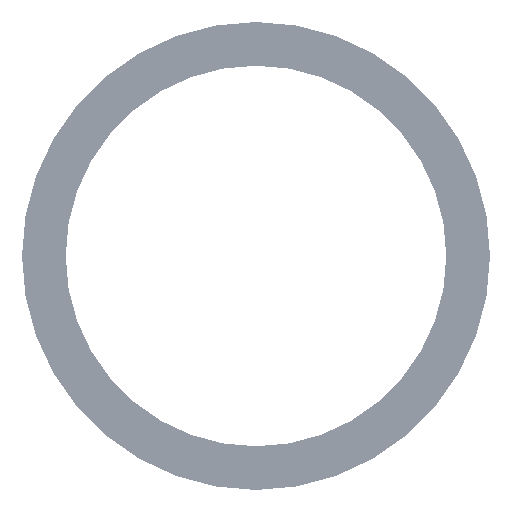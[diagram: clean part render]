
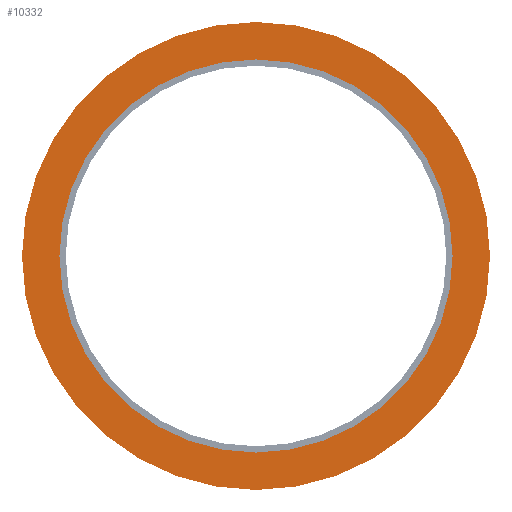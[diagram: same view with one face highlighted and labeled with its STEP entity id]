
A CAD part, left-side view. The second image highlights one B-rep face of the part: STEP entity #10332.
In plain terms, the highlighted planar face has unit normal (-1, 0, 0).
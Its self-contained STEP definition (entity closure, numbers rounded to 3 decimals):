
#1237 = PLANE ( 'NONE',  #4106 ) ;
#1791 = FACE_BOUND ( 'NONE', #26511, .T. ) ;
#4106 = AXIS2_PLACEMENT_3D ( 'NONE', #29800, #20368, #6145 ) ;
#4495 = EDGE_CURVE ( 'NONE', #5016, #5016, #19778, .T. ) ;
#5016 = VERTEX_POINT ( 'NONE', #25857 ) ;
#6088 = EDGE_CURVE ( 'NONE', #30304, #30304, #28649, .T. ) ;
#6145 = DIRECTION ( 'NONE',  ( 0., 0., -1. ) ) ;
#6320 = DIRECTION ( 'NONE',  ( -1., 0., 0. ) ) ;
#6977 = DIRECTION ( 'NONE',  ( -1., 0., 0. ) ) ;
#7432 = ORIENTED_EDGE ( 'NONE', *, *, #4495, .T. ) ;
#10332 = ADVANCED_FACE ( 'NONE', ( #1791, #13694 ), #1237, .F. ) ;
#12218 = CARTESIAN_POINT ( 'NONE',  ( 2.2, 0., -31.5 ) ) ;
#13694 = FACE_OUTER_BOUND ( 'NONE', #15533, .T. ) ;
#14861 = ORIENTED_EDGE ( 'NONE', *, *, #6088, .F. ) ;
#15533 = EDGE_LOOP ( 'NONE', ( #7432 ) ) ;
#19778 = CIRCLE ( 'NONE', #21902, 37.5 ) ;
#20368 = DIRECTION ( 'NONE',  ( 1., 0., 0. ) ) ;
#20541 = CARTESIAN_POINT ( 'NONE',  ( 2.2, 0., 0. ) ) ;
#21238 = CARTESIAN_POINT ( 'NONE',  ( 2.2, 0., 0. ) ) ;
#21902 = AXIS2_PLACEMENT_3D ( 'NONE', #20541, #6320, #22939 ) ;
#22939 = DIRECTION ( 'NONE',  ( 0., 0., 1. ) ) ;
#23625 = DIRECTION ( 'NONE',  ( 0., 0., -1. ) ) ;
#25857 = CARTESIAN_POINT ( 'NONE',  ( 2.2, 0., 37.5 ) ) ;
#26511 = EDGE_LOOP ( 'NONE', ( #14861 ) ) ;
#28649 = CIRCLE ( 'NONE', #29435, 31.5 ) ;
#29435 = AXIS2_PLACEMENT_3D ( 'NONE', #21238, #6977, #23625 ) ;
#29800 = CARTESIAN_POINT ( 'NONE',  ( 2.2, 37.5, 0. ) ) ;
#30304 = VERTEX_POINT ( 'NONE', #12218 ) ;
